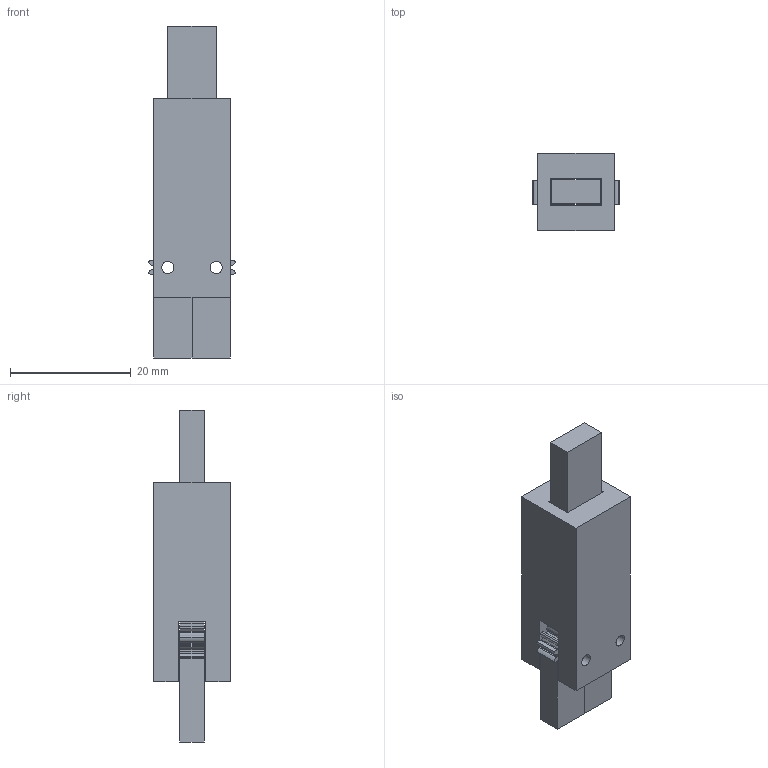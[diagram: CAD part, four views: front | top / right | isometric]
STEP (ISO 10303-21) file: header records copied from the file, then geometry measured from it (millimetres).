
FILE_DESCRIPTION(/* description */ (''),/* implementation_level */ '2;1');
FILE_NAME(/* name */ 'Gripper_v1.step',/* time_stamp */ '2023-05-19T17:31:28+02:00',/* author */ (''),/* organization */ (''),/* preprocessor_version */ 'ST-DEVELOPER v19.2',/* originating_system */ 'Autodesk Translation Framework v12.4.0.73',/* authorisation */ '');
FILE_SCHEMA (('AUTOMOTIVE_DESIGN { 1 0 10303 214 3 1 1 }'));
Length unit declared in the file: millimetre
Products named in the file (6): Gripper; Arm; Gripper_1; Healical Gear (11R@0.00 m=0.5); Plunger; Healical Rack (10.0mm R@0.00 m=0.5)
Assembly tree (6 placements, depth 3):
  Gripper
    Arm
    Gripper_1  x2
      Healical Gear (11R@0.00 m=0.5)
    Plunger
      Healical Rack (10.0mm R@0.00 m=0.5)
Bounding box: 14.41 x 12.73 x 55 mm (x, y, z)
Volume: 5684 mm3; surface area: 4726.7 mm2
Topology: 4 solids, 4 shells, 199 faces, 576 edges, 384 vertices
Faces by surface type: plane 121, cylinder 42, bspline 36
Full cylindrical faces by diameter (mm): 2 x6
Entity records: 7648 total; most frequent: CARTESIAN_POINT 4028, ORIENTED_EDGE 780, DIRECTION 658, EDGE_CURVE 390, LINE 308, VECTOR 308, VERTEX_POINT 260, AXIS2_PLACEMENT_3D 175
